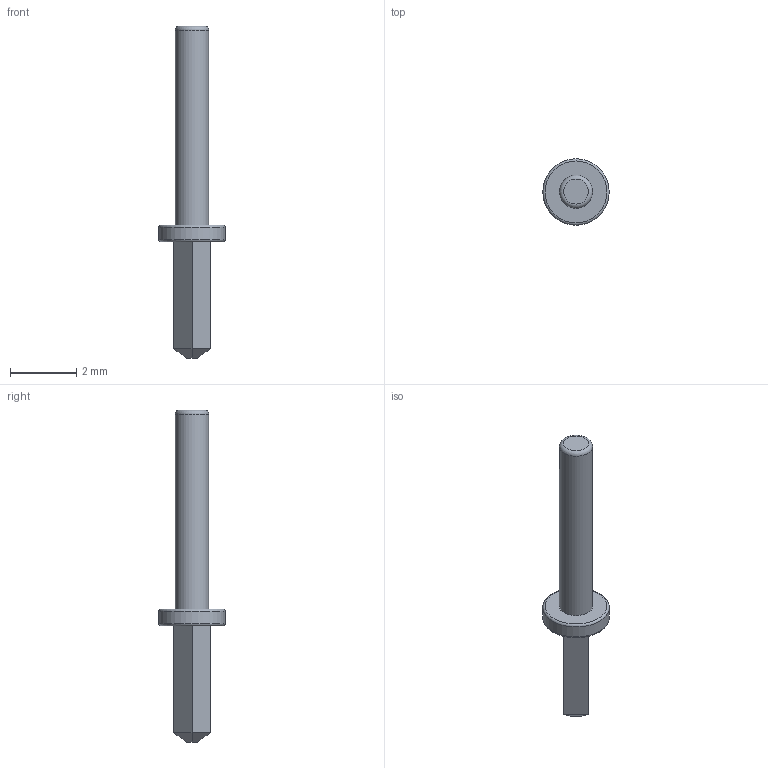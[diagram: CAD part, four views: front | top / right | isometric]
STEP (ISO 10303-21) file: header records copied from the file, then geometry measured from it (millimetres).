
FILE_DESCRIPTION(('FreeCAD Model'),'2;1');
FILE_NAME('Pin_d1.0mm_L10.0mm.step', '2017-09-09T14:26:48',('kicad StepUp'),('ksu MCAD'), 'Open CASCADE STEP processor 7.1','FreeCAD','Unknown');
FILE_SCHEMA(('AUTOMOTIVE_DESIGN { 1 0 10303 214 1 1 1 1 }'));
Length unit declared in the file: millimetre
Products named in the file (1): Pin_d1.0mm_L10.0mm
Bounding box: 2 x 2 x 10 mm (x, y, z)
Volume: 8.3 mm3; surface area: 38 mm2
Topology: 1 solids, 1 shells, 17 faces, 32 edges, 19 vertices
Faces by surface type: plane 12, torus 3, cylinder 2
Full cylindrical faces by diameter (mm): 1 x1, 2 x1
Entity records: 363 total; most frequent: ORIENTED_EDGE 60, CARTESIAN_POINT 52, EDGE_CURVE 32, DIRECTION 31, AXIS2_PLACEMENT_3D 26, LINE 22, FACE_BOUND 19, EDGE_LOOP 19
